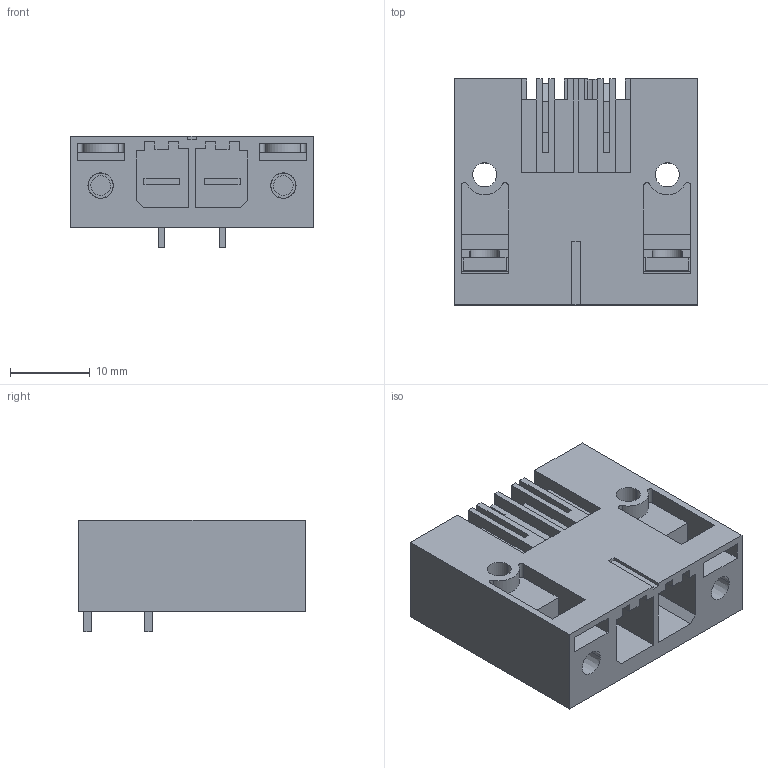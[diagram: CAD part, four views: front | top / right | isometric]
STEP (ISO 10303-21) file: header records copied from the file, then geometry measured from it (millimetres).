
FILE_DESCRIPTION(('CATIA V5 STEP','CAx-IF Rec.Pracs.--- Model Styling and Organization---1.4--- 2014-01-23'),'2;1');
FILE_NAME ('155267-1_0', '2023-09-25T08:22:23+00:00', ('none'), ('Weidmueller'), 'CATIA Version 5-6 Release 2016 SP3 HF44', 'CATIA V5 STEP AP214', 'none');
FILE_SCHEMA(('AUTOMOTIVE_DESIGN { 1 0 10303 214 1 1 1 1 }'));
Length unit declared in the file: millimetre
Products named in the file (1): 2545810000
Bounding box: 30.48 x 28.3 x 14 mm (x, y, z)
Volume: 6144.8 mm3; surface area: 6925.6 mm2
Topology: 5 solids, 5 shells, 300 faces, 874 edges, 591 vertices
Faces by surface type: plane 268, cylinder 28, cone 4
Entity records: 9487 total; most frequent: ORIENTED_EDGE 1748, CARTESIAN_POINT 1732, DIRECTION 1330, EDGE_CURVE 874, VECTOR 798, LINE 798, VERTEX_POINT 591, EDGE_LOOP 327
